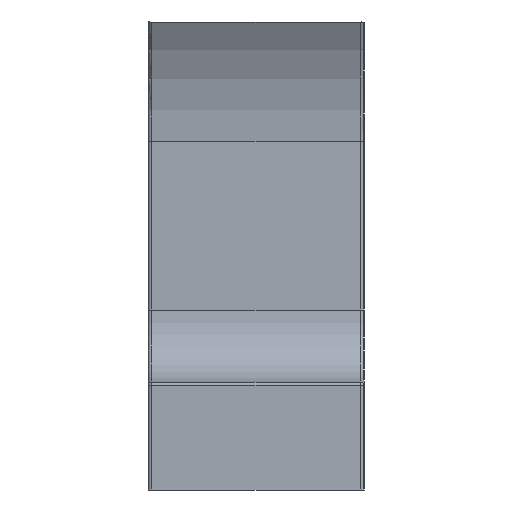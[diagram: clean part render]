
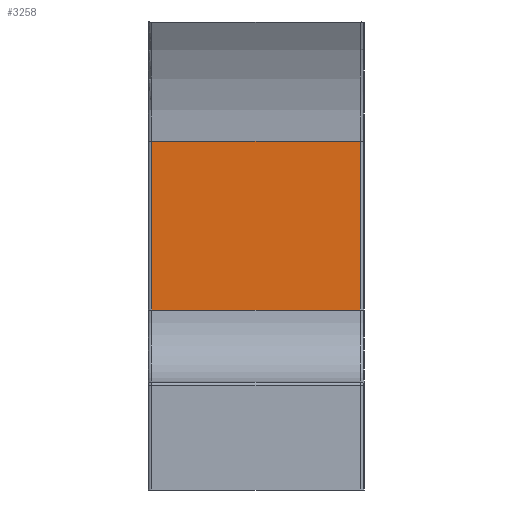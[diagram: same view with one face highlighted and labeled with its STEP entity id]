
A CAD part, left-side view. The second image highlights one B-rep face of the part: STEP entity #3258.
In plain terms, the highlighted planar face has unit normal (-1, 0, 0).
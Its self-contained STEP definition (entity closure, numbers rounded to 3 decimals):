
#292 = EDGE_LOOP ( 'NONE', ( #1982, #2281, #2186, #446 ) ) ;
#446 = ORIENTED_EDGE ( 'NONE', *, *, #5365, .T. ) ;
#545 = VECTOR ( 'NONE', #1292, 1000. ) ;
#837 = CARTESIAN_POINT ( 'NONE',  ( 38., 30., 58. ) ) ;
#1234 = DIRECTION ( 'NONE',  ( 0., -1., 0. ) ) ;
#1292 = DIRECTION ( 'NONE',  ( 0., 0., -1. ) ) ;
#1617 = CARTESIAN_POINT ( 'NONE',  ( 38., 0.5, 58. ) ) ;
#1729 = EDGE_CURVE ( 'NONE', #3547, #5578, #5233, .T. ) ;
#1858 = LINE ( 'NONE', #4543, #545 ) ;
#1863 = VECTOR ( 'NONE', #4024, 1000. ) ;
#1982 = ORIENTED_EDGE ( 'NONE', *, *, #3173, .T. ) ;
#2062 = LINE ( 'NONE', #1617, #4000 ) ;
#2095 = CARTESIAN_POINT ( 'NONE',  ( 38., 0., 25. ) ) ;
#2186 = ORIENTED_EDGE ( 'NONE', *, *, #1729, .T. ) ;
#2261 = CARTESIAN_POINT ( 'NONE',  ( 38., 30., 48.417 ) ) ;
#2281 = ORIENTED_EDGE ( 'NONE', *, *, #4470, .T. ) ;
#2333 = AXIS2_PLACEMENT_3D ( 'NONE', #837, #3064, #4506 ) ;
#3064 = DIRECTION ( 'NONE',  ( 1., 0., 0. ) ) ;
#3164 = LINE ( 'NONE', #2261, #1863 ) ;
#3173 = EDGE_CURVE ( 'NONE', #5811, #4496, #3164, .T. ) ;
#3258 = ADVANCED_FACE ( 'NONE', ( #4922 ), #4984, .F. ) ;
#3415 = CARTESIAN_POINT ( 'NONE',  ( 38., 29.5, 25. ) ) ;
#3431 = DIRECTION ( 'NONE',  ( 0., 0., 1. ) ) ;
#3547 = VERTEX_POINT ( 'NONE', #3415 ) ;
#3738 = VECTOR ( 'NONE', #1234, 1000. ) ;
#3974 = CARTESIAN_POINT ( 'NONE',  ( 38., 29.5, 48.417 ) ) ;
#4000 = VECTOR ( 'NONE', #3431, 1000. ) ;
#4024 = DIRECTION ( 'NONE',  ( 0., 1., 0. ) ) ;
#4177 = CARTESIAN_POINT ( 'NONE',  ( 38., 0.5, 48.417 ) ) ;
#4470 = EDGE_CURVE ( 'NONE', #4496, #3547, #1858, .T. ) ;
#4496 = VERTEX_POINT ( 'NONE', #3974 ) ;
#4506 = DIRECTION ( 'NONE',  ( 0., 0., -1. ) ) ;
#4543 = CARTESIAN_POINT ( 'NONE',  ( 38., 29.5, 58. ) ) ;
#4922 = FACE_OUTER_BOUND ( 'NONE', #292, .T. ) ;
#4984 = PLANE ( 'NONE',  #2333 ) ;
#5195 = CARTESIAN_POINT ( 'NONE',  ( 38., 0.5, 25. ) ) ;
#5233 = LINE ( 'NONE', #2095, #3738 ) ;
#5365 = EDGE_CURVE ( 'NONE', #5578, #5811, #2062, .T. ) ;
#5578 = VERTEX_POINT ( 'NONE', #5195 ) ;
#5811 = VERTEX_POINT ( 'NONE', #4177 ) ;
